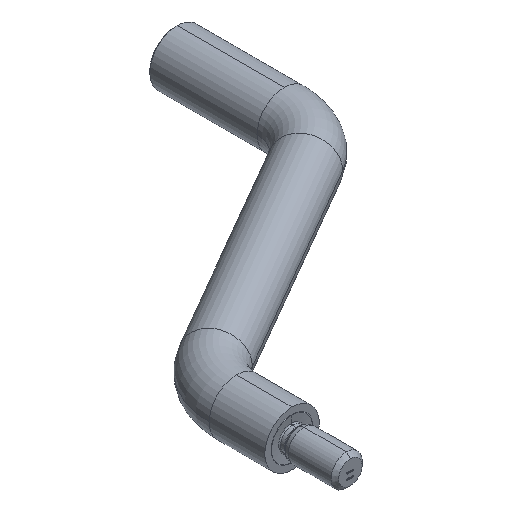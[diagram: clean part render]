
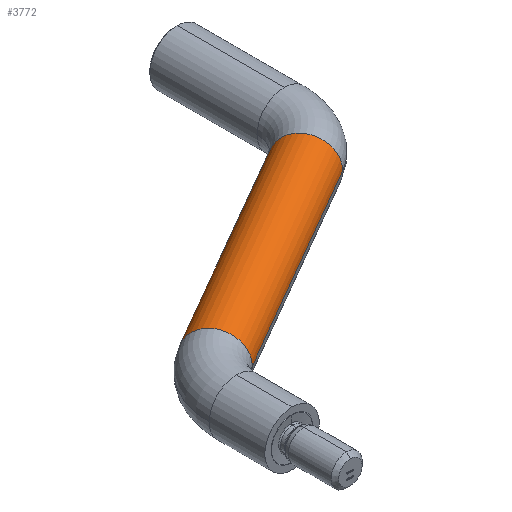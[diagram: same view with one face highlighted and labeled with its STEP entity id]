
A CAD part, isometric view. The second image highlights one B-rep face of the part: STEP entity #3772.
In plain terms, the highlighted cylindrical face has radius 7 mm (diameter 14 mm), a partial arc.
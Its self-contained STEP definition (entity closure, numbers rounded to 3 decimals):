
#62 = DIRECTION ( 'NONE',  ( 0., 0., 1. ) ) ;
#990 = DIRECTION ( 'NONE',  ( 0.866, 0.5, 0. ) ) ;
#1024 = CARTESIAN_POINT ( 'NONE',  ( 11., 21.193, 0. ) ) ;
#1102 = VERTEX_POINT ( 'NONE', #2758 ) ;
#1156 = EDGE_CURVE ( 'NONE', #1102, #2253, #4850, .T. ) ;
#1329 = CARTESIAN_POINT ( 'NONE',  ( 4., 33.318, 0. ) ) ;
#1507 = LINE ( 'NONE', #1329, #3286 ) ;
#1594 = EDGE_CURVE ( 'NONE', #10351, #7417, #11634, .T. ) ;
#2253 = VERTEX_POINT ( 'NONE', #9450 ) ;
#2515 = ORIENTED_EDGE ( 'NONE', *, *, #1594, .F. ) ;
#2758 = CARTESIAN_POINT ( 'NONE',  ( 4., 33.318, 0. ) ) ;
#3063 = DIRECTION ( 'NONE',  ( 0.866, 0.5, 0. ) ) ;
#3286 = VECTOR ( 'NONE', #11489, 1000. ) ;
#3407 = ORIENTED_EDGE ( 'NONE', *, *, #14409, .F. ) ;
#3772 = ADVANCED_FACE ( 'NONE', ( #11968 ), #6569, .T. ) ;
#4850 = CIRCLE ( 'NONE', #5053, 7. ) ;
#5053 = AXIS2_PLACEMENT_3D ( 'NONE', #6395, #6240, #11886 ) ;
#5381 = DIRECTION ( 'NONE',  ( -0.5, 0.866, 0. ) ) ;
#5427 = CARTESIAN_POINT ( 'NONE',  ( 7.5, 27.255, 0. ) ) ;
#5863 = ORIENTED_EDGE ( 'NONE', *, *, #1156, .T. ) ;
#6174 = AXIS2_PLACEMENT_3D ( 'NONE', #5427, #3063, #5381 ) ;
#6240 = DIRECTION ( 'NONE',  ( 0.866, 0.5, 0. ) ) ;
#6395 = CARTESIAN_POINT ( 'NONE',  ( 7.5, 27.255, 0. ) ) ;
#6569 = CYLINDRICAL_SURFACE ( 'NONE', #6174, 7. ) ;
#6630 = ORIENTED_EDGE ( 'NONE', *, *, #9013, .T. ) ;
#7417 = VERTEX_POINT ( 'NONE', #7949 ) ;
#7653 = DIRECTION ( 'NONE',  ( 0.866, 0.5, 0. ) ) ;
#7949 = CARTESIAN_POINT ( 'NONE',  ( 66., 52.947, 0. ) ) ;
#8286 = EDGE_LOOP ( 'NONE', ( #5863, #6630, #2515, #3407 ) ) ;
#8568 = CARTESIAN_POINT ( 'NONE',  ( 59., 65.072, 0. ) ) ;
#9013 = EDGE_CURVE ( 'NONE', #2253, #7417, #13606, .T. ) ;
#9450 = CARTESIAN_POINT ( 'NONE',  ( 11., 21.193, 0. ) ) ;
#10351 = VERTEX_POINT ( 'NONE', #8568 ) ;
#11185 = CARTESIAN_POINT ( 'NONE',  ( 62.5, 59.01, 0. ) ) ;
#11489 = DIRECTION ( 'NONE',  ( 0.866, 0.5, 0. ) ) ;
#11634 = CIRCLE ( 'NONE', #14067, 7. ) ;
#11886 = DIRECTION ( 'NONE',  ( 0., 0., 1. ) ) ;
#11968 = FACE_OUTER_BOUND ( 'NONE', #8286, .T. ) ;
#13606 = LINE ( 'NONE', #1024, #14312 ) ;
#14067 = AXIS2_PLACEMENT_3D ( 'NONE', #11185, #990, #62 ) ;
#14312 = VECTOR ( 'NONE', #7653, 1000. ) ;
#14409 = EDGE_CURVE ( 'NONE', #1102, #10351, #1507, .T. ) ;
